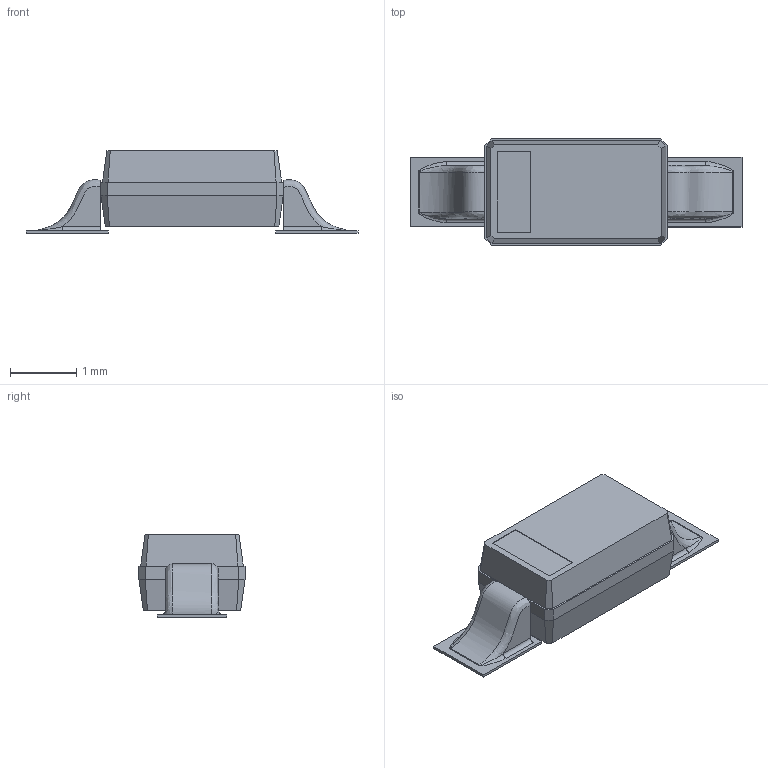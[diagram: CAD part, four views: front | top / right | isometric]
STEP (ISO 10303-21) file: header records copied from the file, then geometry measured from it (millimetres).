
FILE_DESCRIPTION(/* description */ (''),/* implementation_level */ '2;1');
FILE_NAME(/* name */ 'D_SOD-123 Soldered.step',/* time_stamp */ '2020-09-08T20:46:33+09:00',/* author */ (''),/* organization */ (''),/* preprocessor_version */ 'ST-DEVELOPER v18.1',/* originating_system */ 'Autodesk Translation Framework v9.3.0.1241',/* authorisation */ '');
FILE_SCHEMA (('AUTOMOTIVE_DESIGN { 1 0 10303 214 3 1 1 }'));
Length unit declared in the file: millimetre
Products named in the file (2): D_SOD-123 Soldered; D_SOD-123
Assembly tree (1 placements, depth 2):
  D_SOD-123 Soldered
    D_SOD-123
Bounding box: 5.01 x 1.6 x 1.25 mm (x, y, z)
Volume: 5.6 mm3; surface area: 28.9 mm2
Topology: 3 solids, 3 shells, 101 faces, 232 edges, 140 vertices
Faces by surface type: plane 77, cylinder 12, bspline 12
Entity records: 4047 total; most frequent: CARTESIAN_POINT 1699, ORIENTED_EDGE 464, DIRECTION 420, EDGE_CURVE 232, LINE 180, VECTOR 180, VERTEX_POINT 140, AXIS2_PLACEMENT_3D 120
